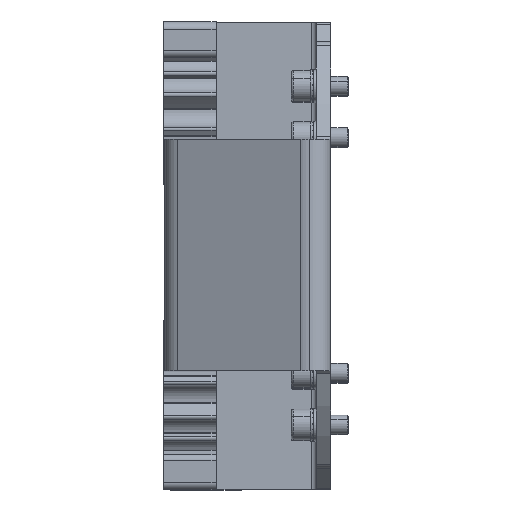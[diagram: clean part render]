
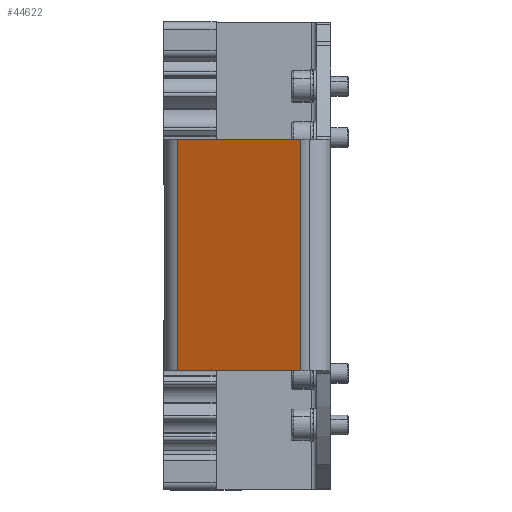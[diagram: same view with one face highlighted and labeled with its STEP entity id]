
A CAD part, top view. The second image highlights one B-rep face of the part: STEP entity #44622.
In plain terms, the highlighted planar face has unit normal (-0.391, 0, 0.92).
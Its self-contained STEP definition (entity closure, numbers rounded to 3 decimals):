
#2500 = CARTESIAN_POINT ( 'NONE',  ( -7.017, 0., 137.356 ) ) ;
#3167 = ORIENTED_EDGE ( 'NONE', *, *, #50074, .T. ) ;
#3808 = DIRECTION ( 'NONE',  ( 0., 1., 0. ) ) ;
#4283 = VECTOR ( 'NONE', #48470, 1000. ) ;
#5806 = VECTOR ( 'NONE', #3808, 1000. ) ;
#6500 = VERTEX_POINT ( 'NONE', #21905 ) ;
#8299 = CARTESIAN_POINT ( 'NONE',  ( -58.697, 0., 115.419 ) ) ;
#9700 = ORIENTED_EDGE ( 'NONE', *, *, #32975, .T. ) ;
#11976 = LINE ( 'NONE', #2500, #34321 ) ;
#15790 = DIRECTION ( 'NONE',  ( 0., 1., 0. ) ) ;
#17834 = FACE_OUTER_BOUND ( 'NONE', #33226, .T. ) ;
#20149 = DIRECTION ( 'NONE',  ( 0., -1., 0. ) ) ;
#21375 = CARTESIAN_POINT ( 'NONE',  ( -78.924, -48.5, 106.833 ) ) ;
#21905 = CARTESIAN_POINT ( 'NONE',  ( -7.017, -48.5, 137.356 ) ) ;
#22019 = ORIENTED_EDGE ( 'NONE', *, *, #40777, .T. ) ;
#22949 = VERTEX_POINT ( 'NONE', #46975 ) ;
#25326 = VERTEX_POINT ( 'NONE', #39259 ) ;
#28008 = LINE ( 'NONE', #34972, #4283 ) ;
#30923 = LINE ( 'NONE', #8299, #5806 ) ;
#32975 = EDGE_CURVE ( 'NONE', #25326, #34601, #28008, .T. ) ;
#33226 = EDGE_LOOP ( 'NONE', ( #50389, #3167, #22019, #9700 ) ) ;
#33453 = DIRECTION ( 'NONE',  ( -0.391, 0., 0.921 ) ) ;
#34321 = VECTOR ( 'NONE', #15790, 1000. ) ;
#34601 = VERTEX_POINT ( 'NONE', #55091 ) ;
#34972 = CARTESIAN_POINT ( 'NONE',  ( -78.924, 48.5, 106.833 ) ) ;
#36824 = LINE ( 'NONE', #21375, #38221 ) ;
#38221 = VECTOR ( 'NONE', #52722, 1000. ) ;
#39259 = CARTESIAN_POINT ( 'NONE',  ( -7.017, 48.5, 137.356 ) ) ;
#39773 = EDGE_CURVE ( 'NONE', #22949, #34601, #30923, .T. ) ;
#40777 = EDGE_CURVE ( 'NONE', #6500, #25326, #11976, .T. ) ;
#42489 = CARTESIAN_POINT ( 'NONE',  ( 120.868, 0., 191.64 ) ) ;
#44622 = ADVANCED_FACE ( 'NONE', ( #17834 ), #46984, .T. ) ;
#46540 = AXIS2_PLACEMENT_3D ( 'NONE', #42489, #33453, #20149 ) ;
#46975 = CARTESIAN_POINT ( 'NONE',  ( -58.697, -48.5, 115.419 ) ) ;
#46984 = PLANE ( 'NONE',  #46540 ) ;
#48470 = DIRECTION ( 'NONE',  ( -0.921, 0., -0.391 ) ) ;
#50074 = EDGE_CURVE ( 'NONE', #22949, #6500, #36824, .T. ) ;
#50389 = ORIENTED_EDGE ( 'NONE', *, *, #39773, .F. ) ;
#52722 = DIRECTION ( 'NONE',  ( 0.921, 0., 0.391 ) ) ;
#55091 = CARTESIAN_POINT ( 'NONE',  ( -58.697, 48.5, 115.419 ) ) ;
